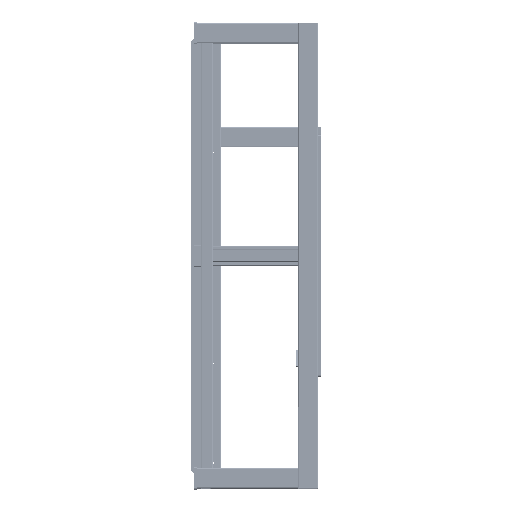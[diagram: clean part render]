
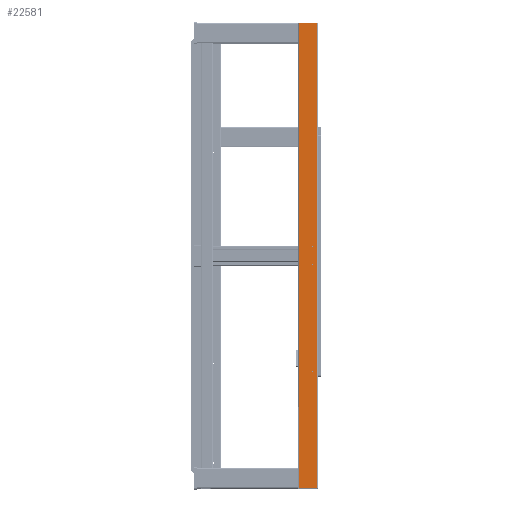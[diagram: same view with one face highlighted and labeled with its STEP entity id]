
A CAD part, top view. The second image highlights one B-rep face of the part: STEP entity #22581.
In plain terms, the highlighted face is planar.
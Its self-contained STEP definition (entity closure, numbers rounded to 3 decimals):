
#1058=FACE_BOUND('',#3980,.T.);
#1059=FACE_BOUND('',#3981,.T.);
#1060=FACE_BOUND('',#3982,.T.);
#1061=FACE_BOUND('',#3983,.T.);
#1062=FACE_BOUND('',#3984,.T.);
#1063=FACE_BOUND('',#3985,.T.);
#1667=PLANE('',#24229);
#2447=FACE_OUTER_BOUND('',#3979,.T.);
#3979=EDGE_LOOP('',(#16731,#16732,#16733,#16734));
#3980=EDGE_LOOP('',(#16735));
#3981=EDGE_LOOP('',(#16736));
#3982=EDGE_LOOP('',(#16737));
#3983=EDGE_LOOP('',(#16738));
#3984=EDGE_LOOP('',(#16739));
#3985=EDGE_LOOP('',(#16740));
#5857=LINE('',#35643,#7363);
#5878=LINE('',#35707,#7384);
#5883=LINE('',#35721,#7389);
#5887=LINE('',#35730,#7393);
#7363=VECTOR('',#28093,90.);
#7384=VECTOR('',#28154,90.);
#7389=VECTOR('',#28169,2300.);
#7393=VECTOR('',#28183,2300.);
#8807=CIRCLE('',#24155,2.459);
#8809=CIRCLE('',#24158,2.459);
#8811=CIRCLE('',#24161,2.459);
#8813=CIRCLE('',#24164,2.459);
#8815=CIRCLE('',#24167,2.459);
#8817=CIRCLE('',#24170,2.459);
#10520=VERTEX_POINT('',#35567);
#10522=VERTEX_POINT('',#35572);
#10524=VERTEX_POINT('',#35577);
#10526=VERTEX_POINT('',#35582);
#10528=VERTEX_POINT('',#35587);
#10530=VERTEX_POINT('',#35592);
#10549=VERTEX_POINT('',#35640);
#10550=VERTEX_POINT('',#35642);
#10572=VERTEX_POINT('',#35704);
#10573=VERTEX_POINT('',#35706);
#12895=EDGE_CURVE('',#10520,#10520,#8807,.T.);
#12897=EDGE_CURVE('',#10522,#10522,#8809,.T.);
#12899=EDGE_CURVE('',#10524,#10524,#8811,.T.);
#12901=EDGE_CURVE('',#10526,#10526,#8813,.T.);
#12903=EDGE_CURVE('',#10528,#10528,#8815,.T.);
#12905=EDGE_CURVE('',#10530,#10530,#8817,.T.);
#12924=EDGE_CURVE('',#10549,#10550,#5857,.T.);
#12956=EDGE_CURVE('',#10572,#10573,#5878,.T.);
#12964=EDGE_CURVE('',#10573,#10549,#5883,.T.);
#12968=EDGE_CURVE('',#10572,#10550,#5887,.T.);
#16731=ORIENTED_EDGE('',*,*,#12968,.T.);
#16732=ORIENTED_EDGE('',*,*,#12924,.F.);
#16733=ORIENTED_EDGE('',*,*,#12964,.F.);
#16734=ORIENTED_EDGE('',*,*,#12956,.F.);
#16735=ORIENTED_EDGE('',*,*,#12895,.T.);
#16736=ORIENTED_EDGE('',*,*,#12897,.T.);
#16737=ORIENTED_EDGE('',*,*,#12899,.T.);
#16738=ORIENTED_EDGE('',*,*,#12901,.T.);
#16739=ORIENTED_EDGE('',*,*,#12903,.T.);
#16740=ORIENTED_EDGE('',*,*,#12905,.T.);
#22581=ADVANCED_FACE('',(#2447,#1058,#1059,#1060,#1061,#1062,#1063),#1667,
 .T.);
#24155=AXIS2_PLACEMENT_3D('',#35568,#28004,#28005);
#24158=AXIS2_PLACEMENT_3D('',#35573,#28010,#28011);
#24161=AXIS2_PLACEMENT_3D('',#35578,#28016,#28017);
#24164=AXIS2_PLACEMENT_3D('',#35583,#28022,#28023);
#24167=AXIS2_PLACEMENT_3D('',#35588,#28028,#28029);
#24170=AXIS2_PLACEMENT_3D('',#35593,#28034,#28035);
#24229=AXIS2_PLACEMENT_3D('',#35731,#28184,#28185);
#28004=DIRECTION('center_axis',(0.,-1.,0.));
#28005=DIRECTION('ref_axis',(1.,0.,0.));
#28010=DIRECTION('center_axis',(0.,-1.,0.));
#28011=DIRECTION('ref_axis',(1.,0.,0.));
#28016=DIRECTION('center_axis',(0.,-1.,0.));
#28017=DIRECTION('ref_axis',(1.,0.,0.));
#28022=DIRECTION('center_axis',(0.,-1.,0.));
#28023=DIRECTION('ref_axis',(1.,0.,0.));
#28028=DIRECTION('center_axis',(0.,-1.,0.));
#28029=DIRECTION('ref_axis',(1.,0.,0.));
#28034=DIRECTION('center_axis',(0.,-1.,0.));
#28035=DIRECTION('ref_axis',(1.,0.,0.));
#28093=DIRECTION('',(-1.,0.,0.));
#28154=DIRECTION('',(1.,0.,0.));
#28169=DIRECTION('',(0.,0.,1.));
#28183=DIRECTION('',(0.,0.,1.));
#28184=DIRECTION('center_axis',(0.,1.,0.));
#28185=DIRECTION('ref_axis',(-1.,0.,0.));
#35567=CARTESIAN_POINT('',(-17.542,50.,-572.5));
#35568=CARTESIAN_POINT('Origin',(-20.,50.,-572.5));
#35572=CARTESIAN_POINT('',(-17.542,50.,45.));
#35573=CARTESIAN_POINT('Origin',(-20.,50.,45.));
#35577=CARTESIAN_POINT('',(-17.542,50.,1100.));
#35578=CARTESIAN_POINT('Origin',(-20.,50.,1100.));
#35582=CARTESIAN_POINT('',(-17.542,50.,572.5));
#35583=CARTESIAN_POINT('Origin',(-20.,50.,572.5));
#35587=CARTESIAN_POINT('',(-17.542,50.,-45.));
#35588=CARTESIAN_POINT('Origin',(-20.,50.,-45.));
#35592=CARTESIAN_POINT('',(-17.542,50.,-1100.));
#35593=CARTESIAN_POINT('Origin',(-20.,50.,-1100.));
#35640=CARTESIAN_POINT('',(45.,50.,1150.));
#35642=CARTESIAN_POINT('',(-45.,50.,1150.));
#35643=CARTESIAN_POINT('',(45.,50.,1150.));
#35704=CARTESIAN_POINT('',(-45.,50.,-1150.));
#35706=CARTESIAN_POINT('',(45.,50.,-1150.));
#35707=CARTESIAN_POINT('',(45.,50.,-1150.));
#35721=CARTESIAN_POINT('',(45.,50.,0.));
#35730=CARTESIAN_POINT('',(-45.,50.,0.));
#35731=CARTESIAN_POINT('Origin',(45.,50.,0.));
